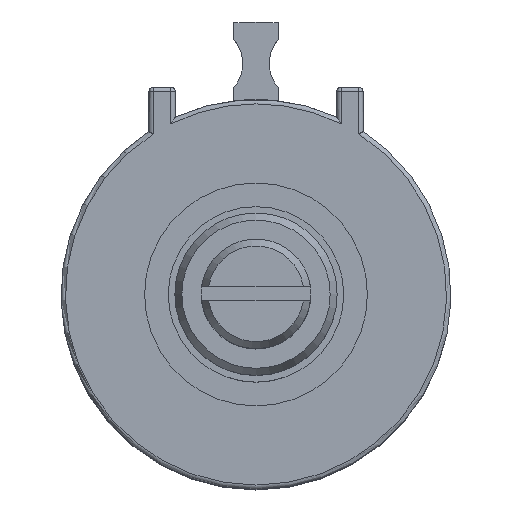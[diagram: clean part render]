
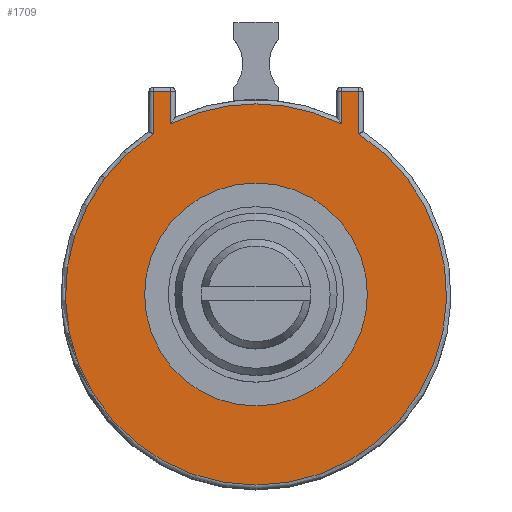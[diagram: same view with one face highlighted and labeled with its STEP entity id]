
A CAD part, top view. The second image highlights one B-rep face of the part: STEP entity #1709.
In plain terms, the highlighted planar face has unit normal (0, 0, 1).
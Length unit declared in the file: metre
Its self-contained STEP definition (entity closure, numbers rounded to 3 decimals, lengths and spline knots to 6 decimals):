
#85=CIRCLE('',#1934,0.01086);
#86=CIRCLE('',#1935,0.01086);
#378=ORIENTED_EDGE('',*,*,#786,.T.);
#379=ORIENTED_EDGE('',*,*,#787,.T.);
#380=ORIENTED_EDGE('',*,*,#788,.T.);
#381=ORIENTED_EDGE('',*,*,#789,.T.);
#382=ORIENTED_EDGE('',*,*,#790,.T.);
#383=ORIENTED_EDGE('',*,*,#791,.T.);
#384=ORIENTED_EDGE('',*,*,#792,.T.);
#385=ORIENTED_EDGE('',*,*,#793,.T.);
#786=EDGE_CURVE('',#1000,#1001,#1148,.T.);
#787=EDGE_CURVE('',#1001,#1002,#85,.T.);
#788=EDGE_CURVE('',#1002,#1003,#1149,.F.);
#789=EDGE_CURVE('',#1003,#1004,#1150,.F.);
#790=EDGE_CURVE('',#1004,#1005,#1151,.T.);
#791=EDGE_CURVE('',#1005,#1006,#86,.T.);
#792=EDGE_CURVE('',#1006,#1007,#1152,.F.);
#793=EDGE_CURVE('',#1007,#1000,#1153,.F.);
#1000=VERTEX_POINT('',#2889);
#1001=VERTEX_POINT('',#2890);
#1002=VERTEX_POINT('',#2892);
#1003=VERTEX_POINT('',#2894);
#1004=VERTEX_POINT('',#2896);
#1005=VERTEX_POINT('',#2898);
#1006=VERTEX_POINT('',#2900);
#1007=VERTEX_POINT('',#2902);
#1148=LINE('',#2888,#1296);
#1149=LINE('',#2893,#1297);
#1150=LINE('',#2895,#1298);
#1151=LINE('',#2897,#1299);
#1152=LINE('',#2901,#1300);
#1153=LINE('',#2903,#1301);
#1296=VECTOR('',#2312,1.);
#1297=VECTOR('',#2315,1.);
#1298=VECTOR('',#2316,1.);
#1299=VECTOR('',#2317,1.);
#1300=VECTOR('',#2320,1.);
#1301=VECTOR('',#2321,1.);
#1393=EDGE_LOOP('',(#378,#379,#380,#381,#382,#383,#384,#385));
#1521=FACE_BOUND('',#1393,.T.);
#1635=PLANE('',#1933);
#1709=ADVANCED_FACE('',(#1521),#1635,.T.);
#1933=AXIS2_PLACEMENT_3D('',#2887,#2310,#2311);
#1934=AXIS2_PLACEMENT_3D('',#2891,#2313,#2314);
#1935=AXIS2_PLACEMENT_3D('',#2899,#2318,#2319);
#2310=DIRECTION('',(0.,0.,1.));
#2311=DIRECTION('',(1.,0.,0.));
#2312=DIRECTION('',(0.,-1.,0.));
#2313=DIRECTION('',(0.,0.,1.));
#2314=DIRECTION('',(1.,0.,0.));
#2315=DIRECTION('',(0.,-1.,0.));
#2316=DIRECTION('',(1.,0.,0.));
#2317=DIRECTION('',(0.,-1.,0.));
#2318=DIRECTION('',(0.,0.,1.));
#2319=DIRECTION('',(1.,0.,0.));
#2320=DIRECTION('',(0.,-1.,0.));
#2321=DIRECTION('',(1.,0.,0.));
#2887=CARTESIAN_POINT('',(0.,0.00035,0.));
#2888=CARTESIAN_POINT('',(0.00485,0.00035,0.));
#2889=CARTESIAN_POINT('',(0.00485,0.01156,0.));
#2890=CARTESIAN_POINT('',(0.00485,0.009717,0.));
#2891=CARTESIAN_POINT('',(0.,0.,0.));
#2892=CARTESIAN_POINT('',(-0.00485,0.009717,0.));
#2893=CARTESIAN_POINT('',(-0.00485,0.01181,0.));
#2894=CARTESIAN_POINT('',(-0.00485,0.01156,0.));
#2895=CARTESIAN_POINT('',(-0.0061,0.01156,0.));
#2896=CARTESIAN_POINT('',(-0.00585,0.01156,0.));
#2897=CARTESIAN_POINT('',(-0.00585,0.00035,0.));
#2898=CARTESIAN_POINT('',(-0.00585,0.00915,0.));
#2899=CARTESIAN_POINT('',(0.,0.,0.));
#2900=CARTESIAN_POINT('',(0.00585,0.00915,0.));
#2901=CARTESIAN_POINT('',(0.00585,0.01181,0.));
#2902=CARTESIAN_POINT('',(0.00585,0.01156,0.));
#2903=CARTESIAN_POINT('',(0.0046,0.01156,0.));
